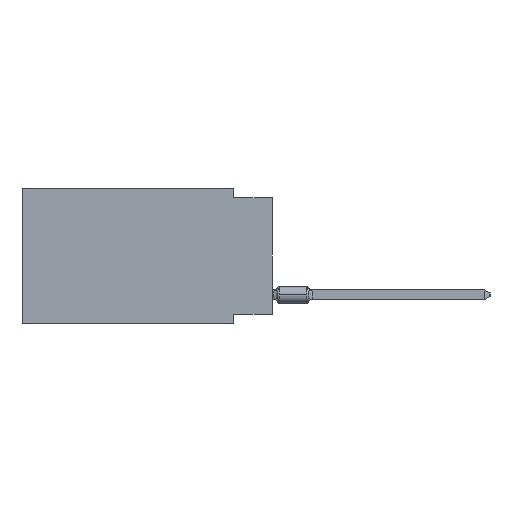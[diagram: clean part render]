
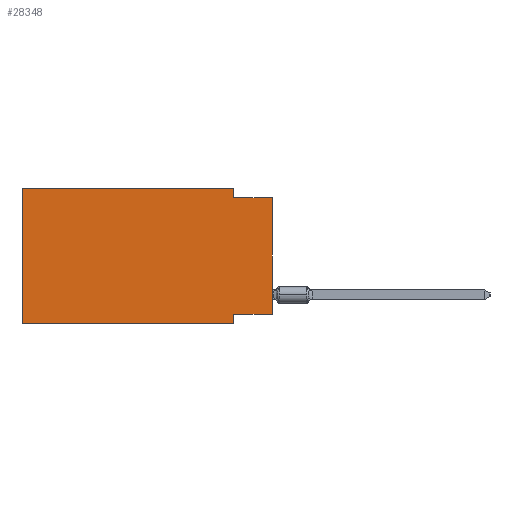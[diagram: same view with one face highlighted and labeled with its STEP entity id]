
A CAD part, left-side view. The second image highlights one B-rep face of the part: STEP entity #28348.
In plain terms, the highlighted planar face has unit normal (-1, 0, 0).
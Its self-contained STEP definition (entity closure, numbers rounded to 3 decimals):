
#192 = FACE_OUTER_BOUND ( 'NONE', #24129, .T. ) ;
#356 = CARTESIAN_POINT ( 'NONE',  ( 0., 2.54, -0.635 ) ) ;
#552 = CARTESIAN_POINT ( 'NONE',  ( 0., 16.383, -8.89 ) ) ;
#838 = EDGE_CURVE ( 'NONE', #41607, #3899, #41338, .T. ) ;
#3119 = EDGE_CURVE ( 'NONE', #30047, #35640, #4579, .T. ) ;
#3289 = VECTOR ( 'NONE', #9401, 1000. ) ;
#3460 = VECTOR ( 'NONE', #23083, 1000. ) ;
#3649 = DIRECTION ( 'NONE',  ( 0., 0., -1. ) ) ;
#3669 = VECTOR ( 'NONE', #20733, 1000. ) ;
#3899 = VERTEX_POINT ( 'NONE', #27652 ) ;
#4579 = LINE ( 'NONE', #8549, #37919 ) ;
#4879 = VECTOR ( 'NONE', #41048, 1000. ) ;
#5863 = CARTESIAN_POINT ( 'NONE',  ( 0., 2.54, -8.89 ) ) ;
#7017 = CARTESIAN_POINT ( 'NONE',  ( 0., 2.54, -8.89 ) ) ;
#8549 = CARTESIAN_POINT ( 'NONE',  ( 0., 0., 0. ) ) ;
#9401 = DIRECTION ( 'NONE',  ( 0., 1., 0. ) ) ;
#9961 = EDGE_CURVE ( 'NONE', #30047, #49296, #49453, .T. ) ;
#11525 = CARTESIAN_POINT ( 'NONE',  ( 0., 16.383, 0. ) ) ;
#13234 = EDGE_CURVE ( 'NONE', #41607, #46194, #15608, .T. ) ;
#15068 = EDGE_CURVE ( 'NONE', #15580, #41470, #41038, .T. ) ;
#15580 = VERTEX_POINT ( 'NONE', #50473 ) ;
#15608 = LINE ( 'NONE', #552, #23724 ) ;
#15947 = ORIENTED_EDGE ( 'NONE', *, *, #838, .F. ) ;
#16376 = DIRECTION ( 'NONE',  ( 0., -1., 0. ) ) ;
#16541 = ORIENTED_EDGE ( 'NONE', *, *, #15068, .F. ) ;
#16658 = DIRECTION ( 'NONE',  ( 0., -1., 0. ) ) ;
#16713 = VECTOR ( 'NONE', #33770, 1000. ) ;
#19747 = EDGE_CURVE ( 'NONE', #49296, #46194, #43145, .T. ) ;
#20733 = DIRECTION ( 'NONE',  ( 0., 0., -1. ) ) ;
#21373 = ORIENTED_EDGE ( 'NONE', *, *, #43221, .F. ) ;
#21678 = ORIENTED_EDGE ( 'NONE', *, *, #19747, .F. ) ;
#23083 = DIRECTION ( 'NONE',  ( 0., 0., -1. ) ) ;
#23724 = VECTOR ( 'NONE', #16376, 1000. ) ;
#24129 = EDGE_LOOP ( 'NONE', ( #39973, #21373, #16541, #50394, #15947, #24997, #21678, #26906 ) ) ;
#24997 = ORIENTED_EDGE ( 'NONE', *, *, #13234, .T. ) ;
#25328 = LINE ( 'NONE', #49298, #16713 ) ;
#25920 = CARTESIAN_POINT ( 'NONE',  ( 0., 16.383, -8.89 ) ) ;
#26906 = ORIENTED_EDGE ( 'NONE', *, *, #9961, .F. ) ;
#27652 = CARTESIAN_POINT ( 'NONE',  ( 0., 16.383, 0. ) ) ;
#28348 = ADVANCED_FACE ( 'NONE', ( #192 ), #40003, .F. ) ;
#30047 = VERTEX_POINT ( 'NONE', #41637 ) ;
#30706 = CARTESIAN_POINT ( 'NONE',  ( 0., 2.54, -8.255 ) ) ;
#31258 = CARTESIAN_POINT ( 'NONE',  ( 0., 0., -0.635 ) ) ;
#32251 = LINE ( 'NONE', #45142, #39572 ) ;
#33770 = DIRECTION ( 'NONE',  ( 0., -1., 0. ) ) ;
#35640 = VERTEX_POINT ( 'NONE', #31258 ) ;
#37100 = CARTESIAN_POINT ( 'NONE',  ( 0., 0., -8.255 ) ) ;
#37919 = VECTOR ( 'NONE', #40950, 1000. ) ;
#39572 = VECTOR ( 'NONE', #16658, 1000. ) ;
#39973 = ORIENTED_EDGE ( 'NONE', *, *, #3119, .T. ) ;
#40003 = PLANE ( 'NONE',  #46385 ) ;
#40950 = DIRECTION ( 'NONE',  ( 0., 0., 1. ) ) ;
#41038 = LINE ( 'NONE', #48179, #3669 ) ;
#41048 = DIRECTION ( 'NONE',  ( 0., 0., 1. ) ) ;
#41338 = LINE ( 'NONE', #45257, #4879 ) ;
#41470 = VERTEX_POINT ( 'NONE', #356 ) ;
#41607 = VERTEX_POINT ( 'NONE', #25920 ) ;
#41637 = CARTESIAN_POINT ( 'NONE',  ( 0., 0., -8.255 ) ) ;
#43145 = LINE ( 'NONE', #7017, #3460 ) ;
#43221 = EDGE_CURVE ( 'NONE', #41470, #35640, #25328, .T. ) ;
#44470 = DIRECTION ( 'NONE',  ( 1., 0., 0. ) ) ;
#45142 = CARTESIAN_POINT ( 'NONE',  ( 0., 16.383, 0. ) ) ;
#45257 = CARTESIAN_POINT ( 'NONE',  ( 0., 16.383, 0. ) ) ;
#46024 = EDGE_CURVE ( 'NONE', #3899, #15580, #32251, .T. ) ;
#46194 = VERTEX_POINT ( 'NONE', #5863 ) ;
#46385 = AXIS2_PLACEMENT_3D ( 'NONE', #11525, #44470, #3649 ) ;
#48179 = CARTESIAN_POINT ( 'NONE',  ( 0., 2.54, 0. ) ) ;
#49296 = VERTEX_POINT ( 'NONE', #30706 ) ;
#49298 = CARTESIAN_POINT ( 'NONE',  ( 0., 0., -0.635 ) ) ;
#49453 = LINE ( 'NONE', #37100, #3289 ) ;
#50394 = ORIENTED_EDGE ( 'NONE', *, *, #46024, .F. ) ;
#50473 = CARTESIAN_POINT ( 'NONE',  ( 0., 2.54, 0. ) ) ;
